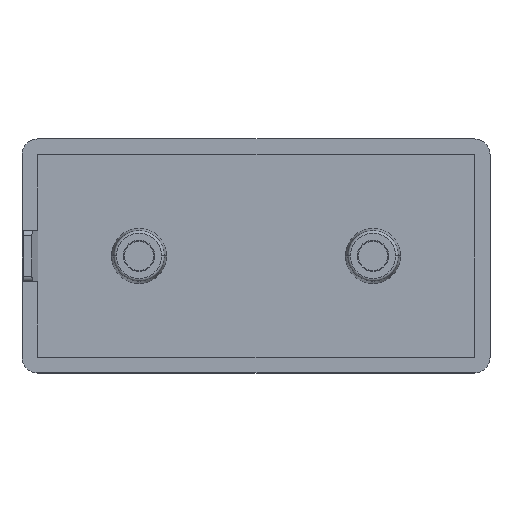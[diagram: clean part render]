
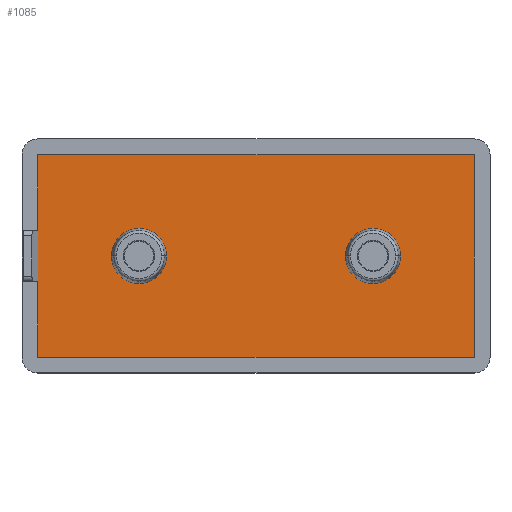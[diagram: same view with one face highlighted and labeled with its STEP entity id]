
A CAD part, top view. The second image highlights one B-rep face of the part: STEP entity #1085.
In plain terms, the highlighted planar face has unit normal (0, 0, 1).
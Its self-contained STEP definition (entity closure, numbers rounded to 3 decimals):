
#1 = AXIS2_PLACEMENT_3D ( 'NONE', #553, #1375, #1012 ) ;
#24 = CARTESIAN_POINT ( 'NONE',  ( 0., 0., 3. ) ) ;
#26 = AXIS2_PLACEMENT_3D ( 'NONE', #24, #253, #1400 ) ;
#32 = CIRCLE ( 'NONE', #607, 5.3 ) ;
#33 = LINE ( 'NONE', #1279, #217 ) ;
#90 = FACE_BOUND ( 'NONE', #419, .T. ) ;
#99 = EDGE_LOOP ( 'NONE', ( #656, #785 ) ) ;
#101 = CIRCLE ( 'NONE', #26, 5.3 ) ;
#123 = DIRECTION ( 'NONE',  ( 0., -1., 0. ) ) ;
#165 = VERTEX_POINT ( 'NONE', #233 ) ;
#217 = VECTOR ( 'NONE', #1025, 1000. ) ;
#230 = ORIENTED_EDGE ( 'NONE', *, *, #875, .F. ) ;
#233 = CARTESIAN_POINT ( 'NONE',  ( 64.5, -19.5, 3. ) ) ;
#242 = AXIS2_PLACEMENT_3D ( 'NONE', #1432, #375, #845 ) ;
#249 = CARTESIAN_POINT ( 'NONE',  ( -5.3, 0., 3. ) ) ;
#253 = DIRECTION ( 'NONE',  ( 0., 0., 1. ) ) ;
#271 = AXIS2_PLACEMENT_3D ( 'NONE', #992, #1142, #1008 ) ;
#319 = FACE_BOUND ( 'NONE', #99, .T. ) ;
#375 = DIRECTION ( 'NONE',  ( 0., 0., 1. ) ) ;
#396 = EDGE_CURVE ( 'NONE', #897, #687, #101, .T. ) ;
#398 = DIRECTION ( 'NONE',  ( 0., 0., 1. ) ) ;
#415 = VECTOR ( 'NONE', #475, 1000. ) ;
#419 = EDGE_LOOP ( 'NONE', ( #1427, #230 ) ) ;
#437 = LINE ( 'NONE', #1148, #415 ) ;
#444 = EDGE_CURVE ( 'NONE', #1406, #497, #779, .T. ) ;
#456 = EDGE_CURVE ( 'NONE', #1041, #1327, #652, .T. ) ;
#475 = DIRECTION ( 'NONE',  ( -1., 0., 0. ) ) ;
#497 = VERTEX_POINT ( 'NONE', #1145 ) ;
#516 = CARTESIAN_POINT ( 'NONE',  ( 45., 0., 3. ) ) ;
#553 = CARTESIAN_POINT ( 'NONE',  ( 45., 0., 3. ) ) ;
#557 = DIRECTION ( 'NONE',  ( 1., 0., 0. ) ) ;
#570 = PLANE ( 'NONE',  #271 ) ;
#607 = AXIS2_PLACEMENT_3D ( 'NONE', #516, #398, #1185 ) ;
#619 = CARTESIAN_POINT ( 'NONE',  ( 5.3, 0., 3. ) ) ;
#652 = CIRCLE ( 'NONE', #1, 5.3 ) ;
#656 = ORIENTED_EDGE ( 'NONE', *, *, #792, .F. ) ;
#666 = CARTESIAN_POINT ( 'NONE',  ( -19.5, -19.5, 3. ) ) ;
#687 = VERTEX_POINT ( 'NONE', #249 ) ;
#697 = CIRCLE ( 'NONE', #242, 5.3 ) ;
#762 = EDGE_CURVE ( 'NONE', #1257, #1406, #437, .T. ) ;
#773 = ORIENTED_EDGE ( 'NONE', *, *, #1243, .T. ) ;
#779 = LINE ( 'NONE', #1493, #1247 ) ;
#785 = ORIENTED_EDGE ( 'NONE', *, *, #396, .F. ) ;
#792 = EDGE_CURVE ( 'NONE', #687, #897, #697, .T. ) ;
#807 = CARTESIAN_POINT ( 'NONE',  ( 64.5, 19.5, 3. ) ) ;
#812 = EDGE_LOOP ( 'NONE', ( #1101, #871, #773, #1078 ) ) ;
#834 = CARTESIAN_POINT ( 'NONE',  ( -19.5, 19.5, 3. ) ) ;
#845 = DIRECTION ( 'NONE',  ( 1., 0., 0. ) ) ;
#871 = ORIENTED_EDGE ( 'NONE', *, *, #918, .T. ) ;
#875 = EDGE_CURVE ( 'NONE', #1327, #1041, #32, .T. ) ;
#885 = FACE_OUTER_BOUND ( 'NONE', #812, .T. ) ;
#897 = VERTEX_POINT ( 'NONE', #619 ) ;
#918 = EDGE_CURVE ( 'NONE', #497, #165, #1111, .T. ) ;
#974 = CARTESIAN_POINT ( 'NONE',  ( 39.7, 0., 3. ) ) ;
#992 = CARTESIAN_POINT ( 'NONE',  ( -19.5, -19.5, 3. ) ) ;
#1008 = DIRECTION ( 'NONE',  ( 1., 0., 0. ) ) ;
#1012 = DIRECTION ( 'NONE',  ( 1., 0., 0. ) ) ;
#1025 = DIRECTION ( 'NONE',  ( 0., 1., 0. ) ) ;
#1041 = VERTEX_POINT ( 'NONE', #974 ) ;
#1078 = ORIENTED_EDGE ( 'NONE', *, *, #762, .T. ) ;
#1085 = ADVANCED_FACE ( 'NONE', ( #885, #319, #90 ), #570, .T. ) ;
#1101 = ORIENTED_EDGE ( 'NONE', *, *, #444, .T. ) ;
#1111 = LINE ( 'NONE', #666, #1386 ) ;
#1142 = DIRECTION ( 'NONE',  ( 0., 0., 1. ) ) ;
#1145 = CARTESIAN_POINT ( 'NONE',  ( -19.5, -19.5, 3. ) ) ;
#1148 = CARTESIAN_POINT ( 'NONE',  ( -19.5, 19.5, 3. ) ) ;
#1185 = DIRECTION ( 'NONE',  ( 1., 0., 0. ) ) ;
#1243 = EDGE_CURVE ( 'NONE', #165, #1257, #33, .T. ) ;
#1247 = VECTOR ( 'NONE', #123, 1000. ) ;
#1257 = VERTEX_POINT ( 'NONE', #807 ) ;
#1268 = CARTESIAN_POINT ( 'NONE',  ( 50.3, 0., 3. ) ) ;
#1279 = CARTESIAN_POINT ( 'NONE',  ( 64.5, 19.5, 3. ) ) ;
#1327 = VERTEX_POINT ( 'NONE', #1268 ) ;
#1375 = DIRECTION ( 'NONE',  ( 0., 0., 1. ) ) ;
#1386 = VECTOR ( 'NONE', #557, 1000. ) ;
#1400 = DIRECTION ( 'NONE',  ( 1., 0., 0. ) ) ;
#1406 = VERTEX_POINT ( 'NONE', #834 ) ;
#1427 = ORIENTED_EDGE ( 'NONE', *, *, #456, .F. ) ;
#1432 = CARTESIAN_POINT ( 'NONE',  ( 0., 0., 3. ) ) ;
#1493 = CARTESIAN_POINT ( 'NONE',  ( -19.5, 19.5, 3. ) ) ;
